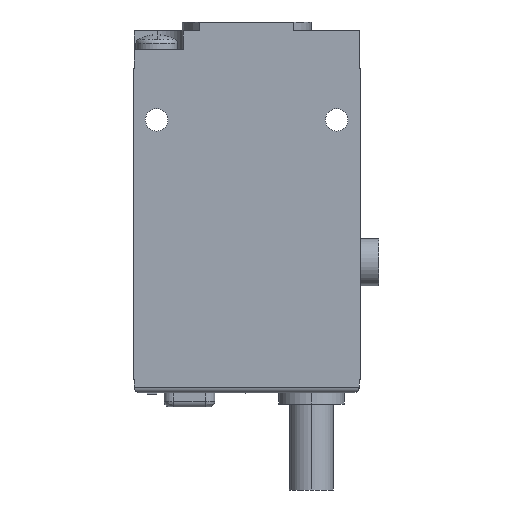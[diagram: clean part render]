
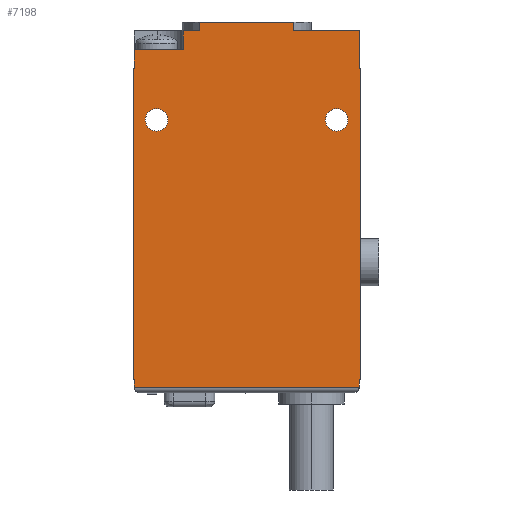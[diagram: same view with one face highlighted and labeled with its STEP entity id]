
A CAD part, left-side view. The second image highlights one B-rep face of the part: STEP entity #7198.
In plain terms, the highlighted planar face has unit normal (-1, 0, 0).
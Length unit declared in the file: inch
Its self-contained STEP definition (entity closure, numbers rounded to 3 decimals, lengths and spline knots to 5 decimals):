
#409=DIRECTION('',(0.,1.,0.));
#410=VECTOR('',#409,1.2);
#411=CARTESIAN_POINT('',(-0.236,0.005,-1.7));
#412=LINE('',#411,#410);
#491=DIRECTION('',(0.,0.,1.));
#492=VECTOR('',#491,0.04);
#493=CARTESIAN_POINT('',(-0.236,0.005,-1.7));
#494=LINE('',#493,#492);
#503=DIRECTION('',(0.,1.,0.));
#504=VECTOR('',#503,0.005);
#505=CARTESIAN_POINT('',(-0.236,0.,-1.66));
#506=LINE('',#505,#504);
#507=DIRECTION('',(0.,0.,1.));
#508=VECTOR('',#507,0.04);
#509=CARTESIAN_POINT('',(-0.236,1.205,-1.7));
#510=LINE('',#509,#508);
#511=DIRECTION('',(0.,1.,0.));
#512=VECTOR('',#511,0.005);
#513=CARTESIAN_POINT('',(-0.236,1.205,-1.66));
#514=LINE('',#513,#512);
#515=DIRECTION('',(0.,0.,1.));
#516=VECTOR('',#515,1.66);
#517=CARTESIAN_POINT('',(-0.236,1.21,-1.66));
#518=LINE('',#517,#516);
#519=DIRECTION('',(0.,-1.,0.));
#520=VECTOR('',#519,0.005);
#521=CARTESIAN_POINT('',(-0.236,1.21,0.));
#522=LINE('',#521,#520);
#523=DIRECTION('',(0.,-1.,0.));
#524=VECTOR('',#523,0.263);
#525=CARTESIAN_POINT('',(-0.236,1.205,0.1));
#526=LINE('',#525,#524);
#527=DIRECTION('',(0.,0.,-1.));
#528=VECTOR('',#527,0.1);
#529=CARTESIAN_POINT('',(-0.236,0.942,0.2));
#530=LINE('',#529,#528);
#531=DIRECTION('',(0.,0.,1.));
#532=VECTOR('',#531,0.047);
#533=CARTESIAN_POINT('',(-0.236,0.85665,0.2));
#534=LINE('',#533,#532);
#535=DIRECTION('',(0.,0.,-1.));
#536=VECTOR('',#535,0.2);
#537=CARTESIAN_POINT('',(-0.236,0.005,0.2));
#538=LINE('',#537,#536);
#539=DIRECTION('',(0.,-1.,0.));
#540=VECTOR('',#539,0.005);
#541=CARTESIAN_POINT('',(-0.236,0.005,0.));
#542=LINE('',#541,#540);
#543=DIRECTION('',(0.,0.,-1.));
#544=VECTOR('',#543,1.66);
#545=CARTESIAN_POINT('',(-0.236,0.,0.));
#546=LINE('',#545,#544);
#547=CARTESIAN_POINT('',(-0.236,1.085,-0.275));
#548=DIRECTION('',(1.,0.,0.));
#549=DIRECTION('',(0.,0.,-1.));
#550=AXIS2_PLACEMENT_3D('',#547,#548,#549);
#552=CARTESIAN_POINT('',(-0.236,1.085,-0.275));
#553=DIRECTION('',(1.,0.,0.));
#554=DIRECTION('',(0.,0.,1.));
#555=AXIS2_PLACEMENT_3D('',#552,#553,#554);
#557=CARTESIAN_POINT('',(-0.236,0.125,-0.275));
#558=DIRECTION('',(1.,0.,0.));
#559=DIRECTION('',(0.,0.,-1.));
#560=AXIS2_PLACEMENT_3D('',#557,#558,#559);
#562=CARTESIAN_POINT('',(-0.236,0.125,-0.275));
#563=DIRECTION('',(1.,0.,0.));
#564=DIRECTION('',(0.,0.,1.));
#565=AXIS2_PLACEMENT_3D('',#562,#563,#564);
#682=DIRECTION('',(0.,1.,0.));
#683=VECTOR('',#682,0.34835);
#684=CARTESIAN_POINT('',(-0.236,0.005,0.2));
#685=LINE('',#684,#683);
#1004=DIRECTION('',(0.,0.,1.));
#1005=VECTOR('',#1004,0.047);
#1006=CARTESIAN_POINT('',(-0.236,0.35335,0.2));
#1007=LINE('',#1006,#1005);
#1017=DIRECTION('',(0.,-1.,0.));
#1018=VECTOR('',#1017,0.50331);
#1019=CARTESIAN_POINT('',(-0.236,0.85665,0.247));
#1020=LINE('',#1019,#1018);
#1072=DIRECTION('',(0.,1.,0.));
#1073=VECTOR('',#1072,0.08535);
#1074=CARTESIAN_POINT('',(-0.236,0.85665,0.2));
#1075=LINE('',#1074,#1073);
#1115=DIRECTION('',(0.,0.,-1.));
#1116=VECTOR('',#1115,0.1);
#1117=CARTESIAN_POINT('',(-0.236,1.205,0.1));
#1118=LINE('',#1117,#1116);
#5305=CARTESIAN_POINT('',(-0.236,0.,0.));
#5306=CARTESIAN_POINT('',(-0.236,0.,-1.66));
#5307=VERTEX_POINT('',#5305);
#5308=VERTEX_POINT('',#5306);
#5309=CARTESIAN_POINT('',(-0.236,1.21,-1.66));
#5310=CARTESIAN_POINT('',(-0.236,1.21,0.));
#5311=VERTEX_POINT('',#5309);
#5312=VERTEX_POINT('',#5310);
#5329=CARTESIAN_POINT('',(-0.236,1.085,-0.335));
#5330=CARTESIAN_POINT('',(-0.236,1.085,-0.215));
#5331=VERTEX_POINT('',#5329);
#5332=VERTEX_POINT('',#5330);
#5333=CARTESIAN_POINT('',(-0.236,0.125,-0.335));
#5334=CARTESIAN_POINT('',(-0.236,0.125,-0.215));
#5335=VERTEX_POINT('',#5333);
#5336=VERTEX_POINT('',#5334);
#5567=CARTESIAN_POINT('',(-0.236,0.85665,0.247));
#5568=CARTESIAN_POINT('',(-0.236,0.35335,0.247));
#5569=VERTEX_POINT('',#5567);
#5570=VERTEX_POINT('',#5568);
#5593=CARTESIAN_POINT('',(-0.236,0.942,0.2));
#5594=VERTEX_POINT('',#5593);
#5595=CARTESIAN_POINT('',(-0.236,0.942,0.1));
#5596=VERTEX_POINT('',#5595);
#5605=CARTESIAN_POINT('',(-0.236,0.005,0.2));
#5606=VERTEX_POINT('',#5605);
#5623=CARTESIAN_POINT('',(-0.236,1.205,0.1));
#5624=VERTEX_POINT('',#5623);
#5628=CARTESIAN_POINT('',(-0.236,0.85665,0.2));
#5630=VERTEX_POINT('',#5628);
#5631=CARTESIAN_POINT('',(-0.236,0.35335,0.2));
#5633=VERTEX_POINT('',#5631);
#5691=CARTESIAN_POINT('',(-0.236,1.205,0.));
#5693=VERTEX_POINT('',#5691);
#5695=CARTESIAN_POINT('',(-0.236,0.005,0.));
#5697=VERTEX_POINT('',#5695);
#6117=CARTESIAN_POINT('',(-0.236,0.005,-1.7));
#6118=CARTESIAN_POINT('',(-0.236,1.205,-1.7));
#6119=VERTEX_POINT('',#6117);
#6120=VERTEX_POINT('',#6118);
#6443=CARTESIAN_POINT('',(-0.236,0.005,-1.66));
#6445=VERTEX_POINT('',#6443);
#6447=CARTESIAN_POINT('',(-0.236,1.205,-1.66));
#6449=VERTEX_POINT('',#6447);
#7146=CARTESIAN_POINT('',(-0.236,0.,0.));
#7147=DIRECTION('',(1.,0.,0.));
#7148=DIRECTION('',(0.,0.,-1.));
#7149=AXIS2_PLACEMENT_3D('',#7146,#7147,#7148);
#7150=PLANE('',#7149);
#7151=ORIENTED_EDGE('',*,*,#7137,.T.);
#7152=ORIENTED_EDGE('',*,*,#7126,.F.);
#7153=ORIENTED_EDGE('',*,*,#7068,.T.);
#7155=ORIENTED_EDGE('',*,*,#7154,.T.);
#7157=ORIENTED_EDGE('',*,*,#7156,.T.);
#7159=ORIENTED_EDGE('',*,*,#7158,.T.);
#7161=ORIENTED_EDGE('',*,*,#7160,.T.);
#7163=ORIENTED_EDGE('',*,*,#7162,.F.);
#7165=ORIENTED_EDGE('',*,*,#7164,.T.);
#7167=ORIENTED_EDGE('',*,*,#7166,.F.);
#7169=ORIENTED_EDGE('',*,*,#7168,.F.);
#7171=ORIENTED_EDGE('',*,*,#7170,.T.);
#7173=ORIENTED_EDGE('',*,*,#7172,.T.);
#7175=ORIENTED_EDGE('',*,*,#7174,.F.);
#7177=ORIENTED_EDGE('',*,*,#7176,.F.);
#7179=ORIENTED_EDGE('',*,*,#7178,.T.);
#7181=ORIENTED_EDGE('',*,*,#7180,.T.);
#7183=ORIENTED_EDGE('',*,*,#7182,.T.);
#7184=EDGE_LOOP('',(#7151,#7152,#7153,#7155,#7157,#7159,#7161,#7163,#7165,#7167,
#7169,#7171,#7173,#7175,#7177,#7179,#7181,#7183));
#7185=FACE_OUTER_BOUND('',#7184,.F.);
#7187=ORIENTED_EDGE('',*,*,#7186,.F.);
#7189=ORIENTED_EDGE('',*,*,#7188,.F.);
#7190=EDGE_LOOP('',(#7187,#7189));
#7191=FACE_BOUND('',#7190,.F.);
#7193=ORIENTED_EDGE('',*,*,#7192,.F.);
#7195=ORIENTED_EDGE('',*,*,#7194,.F.);
#7196=EDGE_LOOP('',(#7193,#7195));
#7197=FACE_BOUND('',#7196,.F.);
#7198=ADVANCED_FACE('',(#7185,#7191,#7197),#7150,.F.);
#551=CIRCLE('',#550,0.06);
#556=CIRCLE('',#555,0.06);
#561=CIRCLE('',#560,0.06);
#566=CIRCLE('',#565,0.06);
#7068=EDGE_CURVE('',#6119,#6120,#412,.T.);
#7126=EDGE_CURVE('',#6119,#6445,#494,.T.);
#7137=EDGE_CURVE('',#5308,#6445,#506,.T.);
#7154=EDGE_CURVE('',#6120,#6449,#510,.T.);
#7156=EDGE_CURVE('',#6449,#5311,#514,.T.);
#7158=EDGE_CURVE('',#5311,#5312,#518,.T.);
#7160=EDGE_CURVE('',#5312,#5693,#522,.T.);
#7162=EDGE_CURVE('',#5624,#5693,#1118,.T.);
#7164=EDGE_CURVE('',#5624,#5596,#526,.T.);
#7166=EDGE_CURVE('',#5594,#5596,#530,.T.);
#7168=EDGE_CURVE('',#5630,#5594,#1075,.T.);
#7170=EDGE_CURVE('',#5630,#5569,#534,.T.);
#7172=EDGE_CURVE('',#5569,#5570,#1020,.T.);
#7174=EDGE_CURVE('',#5633,#5570,#1007,.T.);
#7176=EDGE_CURVE('',#5606,#5633,#685,.T.);
#7178=EDGE_CURVE('',#5606,#5697,#538,.T.);
#7180=EDGE_CURVE('',#5697,#5307,#542,.T.);
#7182=EDGE_CURVE('',#5307,#5308,#546,.T.);
#7186=EDGE_CURVE('',#5331,#5332,#551,.T.);
#7188=EDGE_CURVE('',#5332,#5331,#556,.T.);
#7192=EDGE_CURVE('',#5335,#5336,#561,.T.);
#7194=EDGE_CURVE('',#5336,#5335,#566,.T.);
